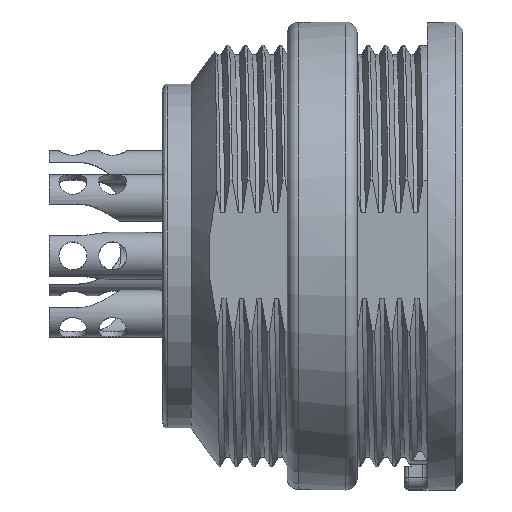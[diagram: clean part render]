
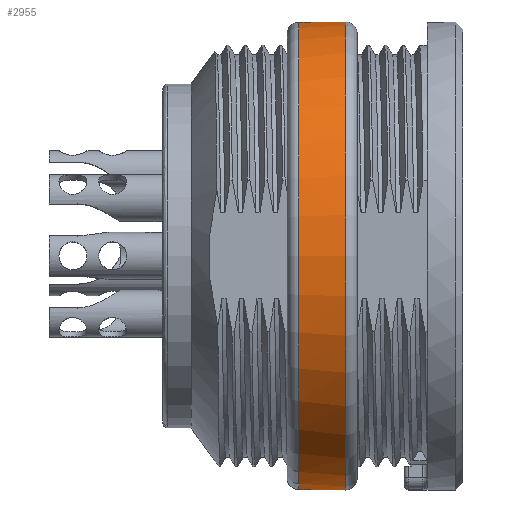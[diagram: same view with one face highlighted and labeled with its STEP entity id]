
A CAD part, top view. The second image highlights one B-rep face of the part: STEP entity #2955.
In plain terms, the highlighted cylindrical face has radius 10 mm (diameter 20 mm), a full revolution.
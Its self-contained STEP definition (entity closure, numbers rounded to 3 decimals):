
#2264=FACE_BOUND('',#4148,.T.);
#2265=FACE_BOUND('',#4149,.T.);
#2955=ADVANCED_FACE('',(#2264,#2265),#3139,.T.);
#3139=CYLINDRICAL_SURFACE('',#11301,10.);
#4148=EDGE_LOOP('',(#8074));
#4149=EDGE_LOOP('',(#8075,#8076,#8077,#8078,#8079,#8080,#8081,#8082));
#4788=LINE('',#43775,#5427);
#4793=LINE('',#43933,#5432);
#4798=LINE('',#44338,#5437);
#4802=LINE('',#44385,#5441);
#5427=VECTOR('',#13188,1.);
#5432=VECTOR('',#13195,1.);
#5437=VECTOR('',#13224,1.);
#5441=VECTOR('',#13230,1.);
#8074=ORIENTED_EDGE('',*,*,#10399,.F.);
#8075=ORIENTED_EDGE('',*,*,#10391,.F.);
#8076=ORIENTED_EDGE('',*,*,#10371,.T.);
#8077=ORIENTED_EDGE('',*,*,#10397,.T.);
#8078=ORIENTED_EDGE('',*,*,#10400,.T.);
#8079=ORIENTED_EDGE('',*,*,#10345,.F.);
#8080=ORIENTED_EDGE('',*,*,#10401,.T.);
#8081=ORIENTED_EDGE('',*,*,#10361,.T.);
#8082=ORIENTED_EDGE('',*,*,#10402,.T.);
#9029=VERTEX_POINT('',#43774);
#9030=VERTEX_POINT('',#43776);
#9042=VERTEX_POINT('',#43932);
#9043=VERTEX_POINT('',#43934);
#9050=VERTEX_POINT('',#43970);
#9051=VERTEX_POINT('',#43972);
#9060=VERTEX_POINT('',#44339);
#9063=VERTEX_POINT('',#44384);
#9064=VERTEX_POINT('',#44389);
#10345=EDGE_CURVE('',#9029,#9030,#4788,.T.);
#10361=EDGE_CURVE('',#9043,#9042,#4793,.T.);
#10371=EDGE_CURVE('',#9051,#9050,#10646,.T.);
#10391=EDGE_CURVE('',#9051,#9060,#4798,.T.);
#10397=EDGE_CURVE('',#9050,#9063,#4802,.T.);
#10399=EDGE_CURVE('',#9064,#9064,#10650,.T.);
#10400=EDGE_CURVE('',#9063,#9030,#10651,.T.);
#10401=EDGE_CURVE('',#9029,#9043,#10652,.T.);
#10402=EDGE_CURVE('',#9042,#9060,#10653,.T.);
#10646=CIRCLE('',#11287,10.);
#10650=CIRCLE('',#11297,10.);
#10651=CIRCLE('',#11298,10.);
#10652=CIRCLE('',#11299,10.);
#10653=CIRCLE('',#11300,10.);
#11287=AXIS2_PLACEMENT_3D('',#43971,#13207,#13208);
#11297=AXIS2_PLACEMENT_3D('',#44388,#13234,#13235);
#11298=AXIS2_PLACEMENT_3D('',#44390,#13236,#13237);
#11299=AXIS2_PLACEMENT_3D('',#44391,#13238,#13239);
#11300=AXIS2_PLACEMENT_3D('',#44392,#13240,#13241);
#11301=AXIS2_PLACEMENT_3D('',#44393,#13242,#13243);
#13188=DIRECTION('',(-1.,0.,0.));
#13195=DIRECTION('',(-1.,0.,0.));
#13207=DIRECTION('',(1.,0.,0.));
#13208=DIRECTION('',(0.,1.,0.));
#13224=DIRECTION('',(-1.,0.,0.));
#13230=DIRECTION('',(-1.,0.,0.));
#13234=DIRECTION('',(1.,0.,0.));
#13235=DIRECTION('',(0.,1.,0.));
#13236=DIRECTION('',(1.,0.,0.));
#13237=DIRECTION('',(0.,1.,0.));
#13238=DIRECTION('',(1.,0.,0.));
#13239=DIRECTION('',(0.,1.,0.));
#13240=DIRECTION('',(1.,0.,0.));
#13241=DIRECTION('',(0.,1.,0.));
#13242=DIRECTION('',(1.,0.,0.));
#13243=DIRECTION('',(0.,1.,0.));
#43774=CARTESIAN_POINT('',(-55.527,-37.796,0.589));
#43775=CARTESIAN_POINT('',(-55.527,-37.796,0.589));
#43776=CARTESIAN_POINT('',(-56.027,-37.796,0.589));
#43932=CARTESIAN_POINT('',(-56.027,-37.796,-0.611));
#43933=CARTESIAN_POINT('',(-55.527,-37.796,-0.611));
#43934=CARTESIAN_POINT('',(-55.527,-37.796,-0.611));
#43970=CARTESIAN_POINT('',(-55.527,-17.832,0.589));
#43971=CARTESIAN_POINT('',(-55.527,-27.814,-0.011));
#43972=CARTESIAN_POINT('',(-55.527,-17.832,-0.611));
#44338=CARTESIAN_POINT('',(-55.527,-17.832,-0.611));
#44339=CARTESIAN_POINT('',(-56.027,-17.832,-0.611));
#44384=CARTESIAN_POINT('',(-56.027,-17.832,0.589));
#44385=CARTESIAN_POINT('',(-53.527,-17.832,0.589));
#44388=CARTESIAN_POINT('',(-54.027,-27.814,-0.011));
#44389=CARTESIAN_POINT('',(-54.027,-17.814,-0.011));
#44390=CARTESIAN_POINT('',(-56.027,-27.814,-0.011));
#44391=CARTESIAN_POINT('',(-55.527,-27.814,-0.011));
#44392=CARTESIAN_POINT('',(-56.027,-27.814,-0.011));
#44393=CARTESIAN_POINT('',(-53.527,-27.814,-0.011));
